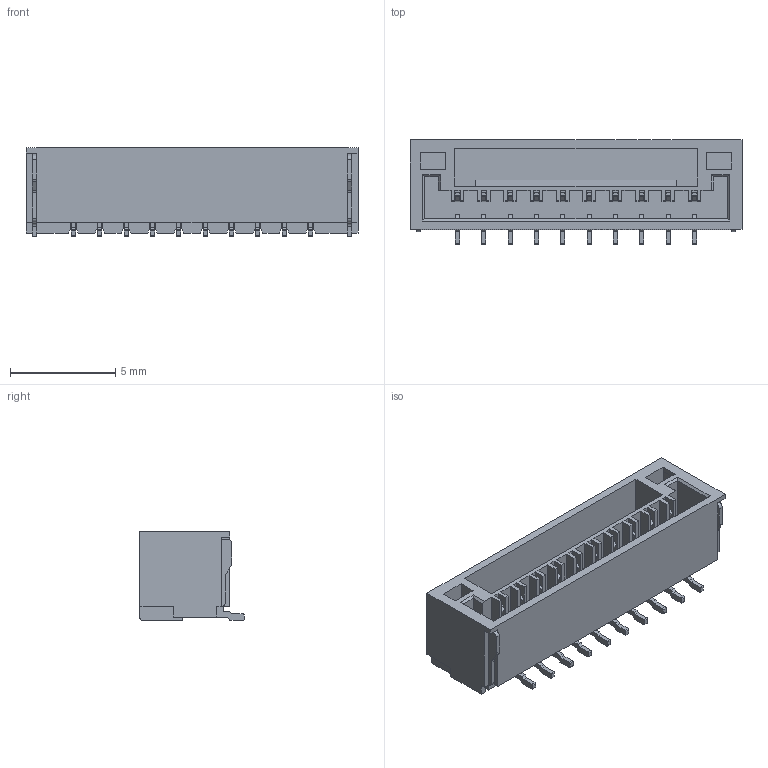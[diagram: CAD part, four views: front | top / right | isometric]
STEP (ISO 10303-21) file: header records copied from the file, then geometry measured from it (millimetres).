
FILE_DESCRIPTION (( 'STEP AP214' ), '1' );
FILE_NAME ('CONN-SMD_10P-P1.25_XUNPU_WAFER-GH1.25-10PLB.STEP', '2022-07-19T02:33:02', ( 'PC' ), ( 'Microsoft' ), 'SwSTEP 2.0', 'SolidWorks 2020', '' );
FILE_SCHEMA (( 'AUTOMOTIVE_DESIGN' ));
Length unit declared in the file: millimetre
Products named in the file (1): CONN-SMD_10P-P1.25_XUNPU_WAFER-GH1.25-10PLB
Bounding box: 15.75 x 4.96 x 4.2 mm (x, y, z)
Volume: 120.8 mm3; surface area: 800.4 mm2
Topology: 3 solids, 3 shells, 802 faces, 2288 edges, 1522 vertices
Faces by surface type: plane 596, cylinder 108, bspline 98
Entity records: 35247 total; most frequent: CARTESIAN_POINT 5919, ORIENTED_EDGE 4576, DIRECTION 3714, EDGE_CURVE 2288, VECTOR 1872, LINE 1872, VERTEX_POINT 1522, AXIS2_PLACEMENT_3D 921
